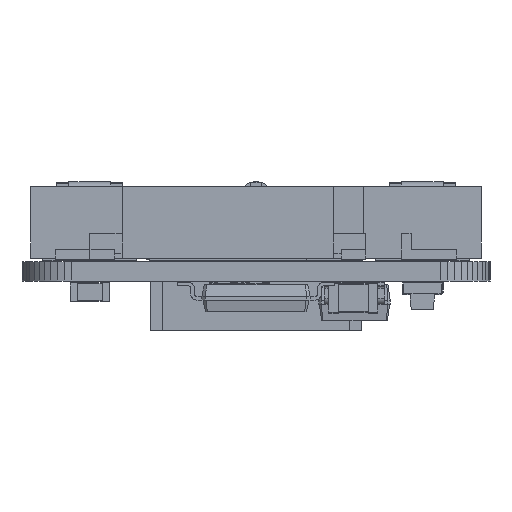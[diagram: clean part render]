
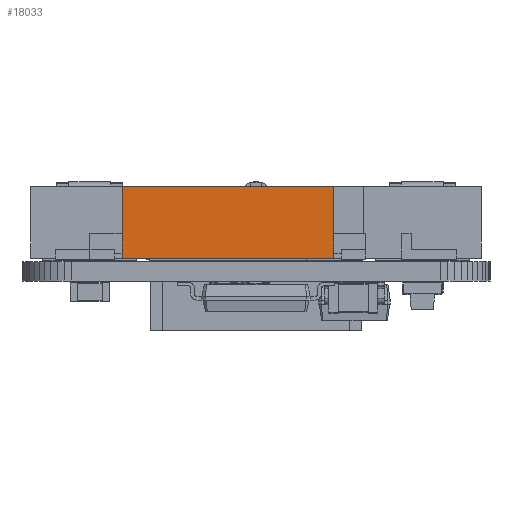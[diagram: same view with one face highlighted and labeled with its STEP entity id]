
A CAD part, left-side view. The second image highlights one B-rep face of the part: STEP entity #18033.
In plain terms, the highlighted planar face has unit normal (-1, 0, 0).
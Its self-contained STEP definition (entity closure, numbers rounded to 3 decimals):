
#81 = CARTESIAN_POINT ( 'NONE',  ( 129.35, -108.16, 3.83 ) ) ;
#168 = ORIENTED_EDGE ( 'NONE', *, *, #4611, .F. ) ;
#290 = LINE ( 'NONE', #81, #36751 ) ;
#2806 = CARTESIAN_POINT ( 'NONE',  ( 129.35, -108.16, 3.83 ) ) ;
#2863 = LINE ( 'NONE', #12805, #17545 ) ;
#3039 = EDGE_CURVE ( 'NONE', #11295, #10522, #2863, .T. ) ;
#3224 = DIRECTION ( 'NONE',  ( 1., 0., 0. ) ) ;
#4611 = EDGE_CURVE ( 'NONE', #10164, #4888, #19655, .T. ) ;
#4888 = VERTEX_POINT ( 'NONE', #11437 ) ;
#7398 = ORIENTED_EDGE ( 'NONE', *, *, #32644, .T. ) ;
#8361 = CARTESIAN_POINT ( 'NONE',  ( 129.35, -99.56, 3.83 ) ) ;
#10164 = VERTEX_POINT ( 'NONE', #26643 ) ;
#10522 = VERTEX_POINT ( 'NONE', #36755 ) ;
#11295 = VERTEX_POINT ( 'NONE', #18543 ) ;
#11437 = CARTESIAN_POINT ( 'NONE',  ( 129.35, -108.16, 3.83 ) ) ;
#12805 = CARTESIAN_POINT ( 'NONE',  ( 129.35, -108.16, 0.93 ) ) ;
#13371 = PLANE ( 'NONE',  #24900 ) ;
#13484 = VECTOR ( 'NONE', #29589, 1000. ) ;
#17439 = DIRECTION ( 'NONE',  ( 0., 0., -1. ) ) ;
#17545 = VECTOR ( 'NONE', #30082, 1000. ) ;
#18033 = ADVANCED_FACE ( 'NONE', ( #36087 ), #13371, .F. ) ;
#18543 = CARTESIAN_POINT ( 'NONE',  ( 129.35, -99.56, 0.93 ) ) ;
#19655 = LINE ( 'NONE', #2806, #13484 ) ;
#22887 = DIRECTION ( 'NONE',  ( 0., 1., 0. ) ) ;
#24900 = AXIS2_PLACEMENT_3D ( 'NONE', #39105, #3224, #22887 ) ;
#26628 = ORIENTED_EDGE ( 'NONE', *, *, #39001, .F. ) ;
#26643 = CARTESIAN_POINT ( 'NONE',  ( 129.35, -99.56, 3.83 ) ) ;
#29589 = DIRECTION ( 'NONE',  ( 0., -1., 0. ) ) ;
#30082 = DIRECTION ( 'NONE',  ( 0., -1., 0. ) ) ;
#30968 = EDGE_LOOP ( 'NONE', ( #38269, #26628, #168, #7398 ) ) ;
#32644 = EDGE_CURVE ( 'NONE', #10164, #11295, #37971, .T. ) ;
#33361 = VECTOR ( 'NONE', #17439, 1000. ) ;
#36087 = FACE_OUTER_BOUND ( 'NONE', #30968, .T. ) ;
#36751 = VECTOR ( 'NONE', #39845, 1000. ) ;
#36755 = CARTESIAN_POINT ( 'NONE',  ( 129.35, -108.16, 0.93 ) ) ;
#37971 = LINE ( 'NONE', #8361, #33361 ) ;
#38269 = ORIENTED_EDGE ( 'NONE', *, *, #3039, .T. ) ;
#39001 = EDGE_CURVE ( 'NONE', #4888, #10522, #290, .T. ) ;
#39105 = CARTESIAN_POINT ( 'NONE',  ( 129.35, -108.16, 3.83 ) ) ;
#39845 = DIRECTION ( 'NONE',  ( 0., 0., -1. ) ) ;
